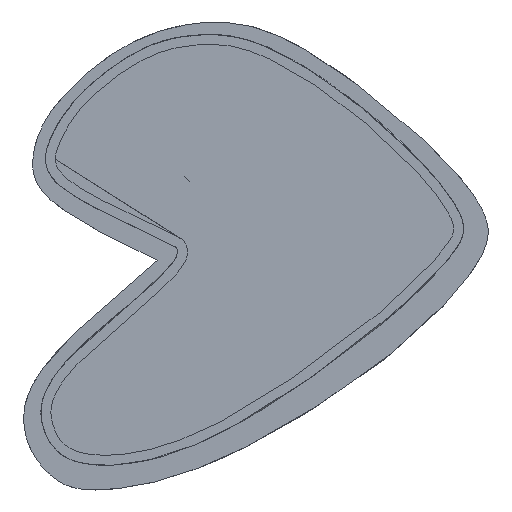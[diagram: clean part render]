
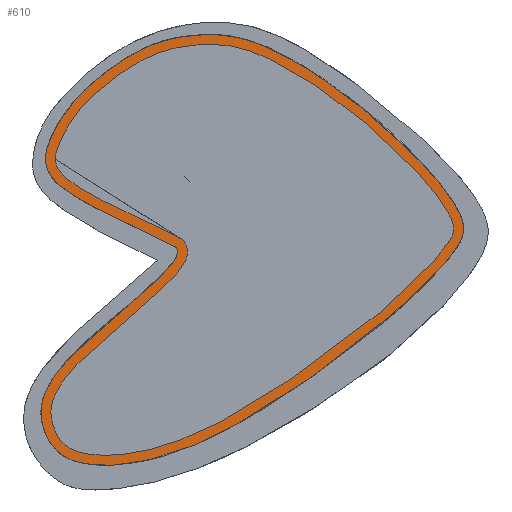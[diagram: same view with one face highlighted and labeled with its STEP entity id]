
A CAD part, top view. The second image highlights one B-rep face of the part: STEP entity #610.
In plain terms, the highlighted planar face has unit normal (0, 0, -1).
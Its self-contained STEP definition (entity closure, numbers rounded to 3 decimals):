
#108 = EDGE_CURVE('',#109,#109,#111,.T.);
#109 = VERTEX_POINT('',#110);
#110 = CARTESIAN_POINT('',(-44.46,16.066,0.));
#111 = B_SPLINE_CURVE_WITH_KNOTS('',3,(#112,#113,#114,#115,#116,#117,
    #118,#119,#120,#121,#122,#123,#124,#125,#126,#127,#128,#129,#130,
    #131),.UNSPECIFIED.,.T.,.F.,(4,1,1,1,1,1,1,1,1,1,1,1,1,1,1,1,1,4),(
    0.,0.059,0.118,0.176,0.235,
    0.294,0.353,0.412,0.471,
    0.529,0.588,0.647,0.706,
    0.765,0.824,0.882,0.941,1.),
  .UNSPECIFIED.);
#112 = CARTESIAN_POINT('',(-44.46,16.066,0.));
#113 = CARTESIAN_POINT('',(-31.323,9.193,0.));
#114 = CARTESIAN_POINT('',(-128.599,-57.017,0.));
#115 = CARTESIAN_POINT('',(-125.022,-98.528,0.));
#116 = CARTESIAN_POINT('',(-107.533,-117.602,0.));
#117 = CARTESIAN_POINT('',(-58.062,-116.425,0.));
#118 = CARTESIAN_POINT('',(2.775,-89.475,0.));
#119 = CARTESIAN_POINT('',(88.296,-27.702,0.));
#120 = CARTESIAN_POINT('',(127.171,13.278,0.));
#121 = CARTESIAN_POINT('',(135.652,31.702,0.));
#122 = CARTESIAN_POINT('',(94.711,80.073,0.));
#123 = CARTESIAN_POINT('',(40.642,122.574,0.));
#124 = CARTESIAN_POINT('',(-2.842,144.198,0.));
#125 = CARTESIAN_POINT('',(-32.903,143.841,0.));
#126 = CARTESIAN_POINT('',(-60.861,139.058,0.));
#127 = CARTESIAN_POINT('',(-101.701,110.58,0.));
#128 = CARTESIAN_POINT('',(-121.471,79.927,0.));
#129 = CARTESIAN_POINT('',(-125.018,56.598,0.));
#130 = CARTESIAN_POINT('',(-95.835,39.928,0.));
#131 = CARTESIAN_POINT('',(-44.46,16.066,0.));
#610 = ADVANCED_FACE('',(#611,#614),#634,.F.);
#611 = FACE_BOUND('',#612,.F.);
#612 = EDGE_LOOP('',(#613));
#613 = ORIENTED_EDGE('',*,*,#108,.T.);
#614 = FACE_BOUND('',#615,.T.);
#615 = EDGE_LOOP('',(#616));
#616 = ORIENTED_EDGE('',*,*,#617,.T.);
#617 = EDGE_CURVE('',#618,#618,#620,.T.);
#618 = VERTEX_POINT('',#619);
#619 = CARTESIAN_POINT('',(-32.36,60.405,0.));
#620 = B_SPLINE_CURVE_WITH_KNOTS('',3,(#621,#622,#623,#624,#625,#626,
    #627,#628,#629,#630,#631,#632,#633),.UNSPECIFIED.,.T.,.F.,(4,1,1,1,1
    ,1,1,1,1,1,4),(0.,0.1,0.2,0.3,0.4,0.5,0.6,0.7,0.8,0.9,1.),
  .QUASI_UNIFORM_KNOTS.);
#621 = CARTESIAN_POINT('',(-32.36,60.405,0.));
#622 = CARTESIAN_POINT('',(-25.145,48.078,0.));
#623 = CARTESIAN_POINT('',(0.581,36.977,0.));
#624 = CARTESIAN_POINT('',(16.152,36.937,0.));
#625 = CARTESIAN_POINT('',(33.783,47.421,0.));
#626 = CARTESIAN_POINT('',(42.712,60.734,0.));
#627 = CARTESIAN_POINT('',(34.126,79.078,0.));
#628 = CARTESIAN_POINT('',(17.204,91.405,0.));
#629 = CARTESIAN_POINT('',(-4.543,99.379,0.));
#630 = CARTESIAN_POINT('',(-21.458,95.435,0.));
#631 = CARTESIAN_POINT('',(-32.597,82.854,0.));
#632 = CARTESIAN_POINT('',(-35.584,69.533,0.));
#633 = CARTESIAN_POINT('',(-32.36,60.405,0.));
#634 = PLANE('',#635);
#635 = AXIS2_PLACEMENT_3D('',#636,#637,#638);
#636 = CARTESIAN_POINT('',(-13.839,24.214,0.));
#637 = DIRECTION('',(0.,0.,1.));
#638 = DIRECTION('',(1.,0.,0.));
